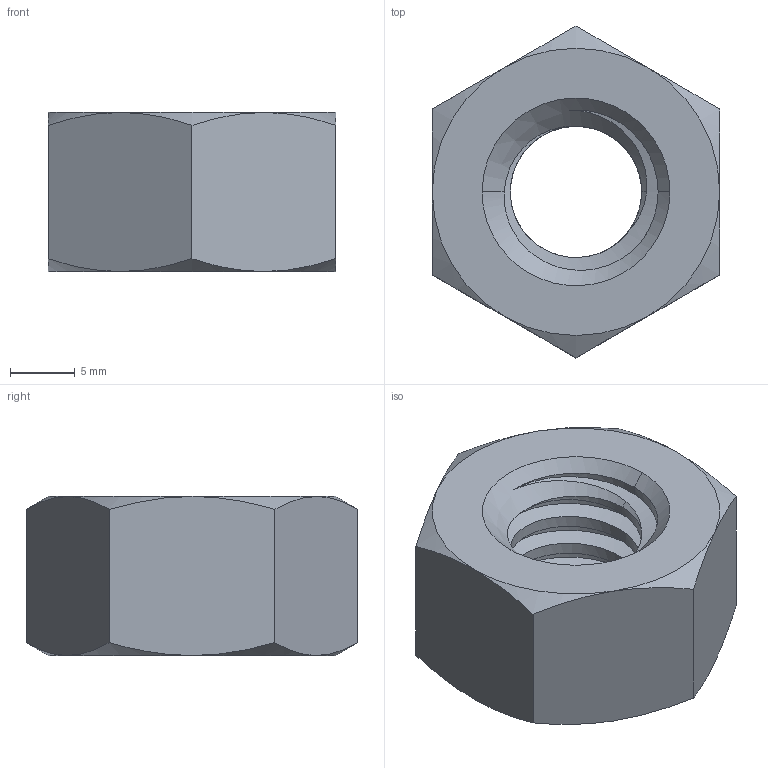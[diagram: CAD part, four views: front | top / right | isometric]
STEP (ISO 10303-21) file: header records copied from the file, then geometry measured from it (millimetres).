
FILE_DESCRIPTION (( 'STEP AP203' ), '1' );
FILE_NAME ('94815A107_Carbon Steel Acme Hex Nut.STEP', '2024-06-05T21:23:30', ( 'Administrator' ), ( 'Managed by Terraform' ), 'SwSTEP 2.0', 'SolidWorks 2017', '' );
FILE_SCHEMA (( 'CONFIG_CONTROL_DESIGN' ));
Length unit declared in the file: inch
Products named in the file (1): 94815A107_Carbon Steel Acme Hex Nut
Bounding box: 22.23 x 25.66 x 12.3 mm (x, y, z)
Volume: 3861.6 mm3; surface area: 2199.9 mm2
Topology: 1 solids, 1 shells, 39 faces, 101 edges, 64 vertices
Faces by surface type: cone 18, cylinder 10, plane 8, bspline 3
Entity records: 2637 total; most frequent: CARTESIAN_POINT 1736, ORIENTED_EDGE 202, DIRECTION 135, EDGE_CURVE 101, VERTEX_POINT 64, AXIS2_PLACEMENT_3D 57, EDGE_LOOP 41, B_SPLINE_CURVE_WITH_KNOTS 40
